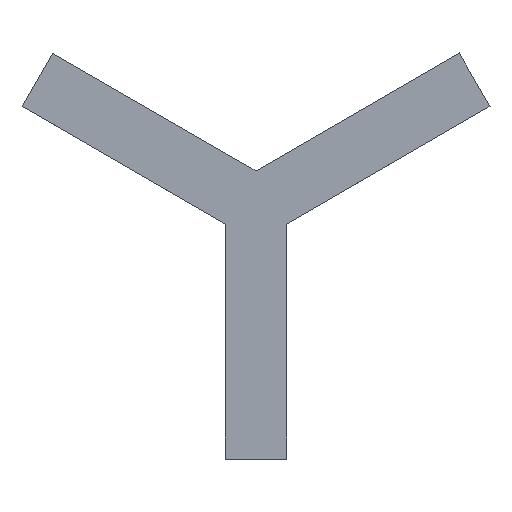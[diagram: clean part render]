
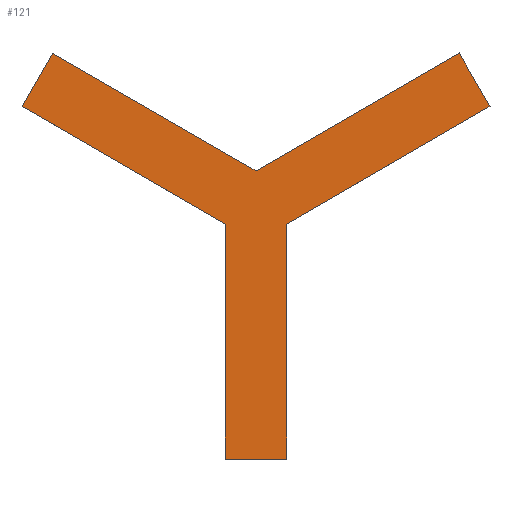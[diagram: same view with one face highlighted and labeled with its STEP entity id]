
A CAD part, top view. The second image highlights one B-rep face of the part: STEP entity #121.
In plain terms, the highlighted planar face has unit normal (0, 0, 1).
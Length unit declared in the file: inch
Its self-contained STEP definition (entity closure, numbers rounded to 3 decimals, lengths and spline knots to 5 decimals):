
#6 = VERTEX_POINT ( 'NONE', #327 ) ;
#7 = VERTEX_POINT ( 'NONE', #360 ) ;
#10 = ORIENTED_EDGE ( 'NONE', *, *, #369, .T. ) ;
#12 = DIRECTION ( 'NONE',  ( 0.866, -0.5, 0. ) ) ;
#20 = FACE_OUTER_BOUND ( 'NONE', #211, .T. ) ;
#27 = CARTESIAN_POINT ( 'NONE',  ( -4.67136, -29.91878, 0.1 ) ) ;
#29 = VECTOR ( 'NONE', #179, 39.37008 ) ;
#45 = CARTESIAN_POINT ( 'NONE',  ( 0., 0., 0.1 ) ) ;
#49 = VECTOR ( 'NONE', #182, 39.37008 ) ;
#52 = CARTESIAN_POINT ( 'NONE',  ( -5.22136, -24.78111, 0.1 ) ) ;
#57 = ORIENTED_EDGE ( 'NONE', *, *, #347, .T. ) ;
#61 = CARTESIAN_POINT ( 'NONE',  ( -4.67136, -25.73374, 0.1 ) ) ;
#63 = VERTEX_POINT ( 'NONE', #111 ) ;
#68 = EDGE_CURVE ( 'NONE', #7, #396, #358, .T. ) ;
#76 = VECTOR ( 'NONE', #12, 39.37008 ) ;
#91 = VECTOR ( 'NONE', #306, 39.37008 ) ;
#99 = VERTEX_POINT ( 'NONE', #299 ) ;
#103 = CARTESIAN_POINT ( 'NONE',  ( -4.67136, -25.73374, 0.1 ) ) ;
#111 = CARTESIAN_POINT ( 'NONE',  ( -1.60265, -22.6807, 0.1 ) ) ;
#113 = LINE ( 'NONE', #395, #76 ) ;
#116 = CARTESIAN_POINT ( 'NONE',  ( -5.77257, -29.91878, 0.1 ) ) ;
#121 = ADVANCED_FACE ( 'NONE', ( #20 ), #169, .F. ) ;
#137 = EDGE_CURVE ( 'NONE', #99, #326, #113, .T. ) ;
#138 = DIRECTION ( 'NONE',  ( 0., 1., 0. ) ) ;
#147 = EDGE_CURVE ( 'NONE', #350, #384, #392, .T. ) ;
#151 = VECTOR ( 'NONE', #262, 39.37008 ) ;
#154 = LINE ( 'NONE', #61, #275 ) ;
#156 = CARTESIAN_POINT ( 'NONE',  ( -5.77257, -25.73374, 0.1 ) ) ;
#159 = ORIENTED_EDGE ( 'NONE', *, *, #68, .F. ) ;
#160 = CARTESIAN_POINT ( 'NONE',  ( -9.39145, -23.63434, 0.1 ) ) ;
#169 = PLANE ( 'NONE',  #364 ) ;
#172 = VECTOR ( 'NONE', #188, 39.37008 ) ;
#179 = DIRECTION ( 'NONE',  ( -0.865, -0.502, 0. ) ) ;
#182 = DIRECTION ( 'NONE',  ( -1., 0., 0. ) ) ;
#188 = DIRECTION ( 'NONE',  ( 0.865, -0.502, 0. ) ) ;
#196 = CARTESIAN_POINT ( 'NONE',  ( -1.05146, -23.63264, 0.1 ) ) ;
#208 = EDGE_CURVE ( 'NONE', #63, #326, #246, .T. ) ;
#211 = EDGE_LOOP ( 'NONE', ( #287, #57, #368, #248, #227, #159, #10, #305, #353 ) ) ;
#224 = CARTESIAN_POINT ( 'NONE',  ( -1.05146, -23.63264, 0.1 ) ) ;
#227 = ORIENTED_EDGE ( 'NONE', *, *, #359, .F. ) ;
#239 = VECTOR ( 'NONE', #138, 39.37008 ) ;
#246 = LINE ( 'NONE', #274, #29 ) ;
#248 = ORIENTED_EDGE ( 'NONE', *, *, #343, .F. ) ;
#251 = VERTEX_POINT ( 'NONE', #304 ) ;
#254 = CARTESIAN_POINT ( 'NONE',  ( -5.77257, -29.91878, 0.1 ) ) ;
#262 = DIRECTION ( 'NONE',  ( -0.865, -0.502, 0. ) ) ;
#267 = DIRECTION ( 'NONE',  ( -1., 0., 0. ) ) ;
#268 = LINE ( 'NONE', #365, #91 ) ;
#274 = CARTESIAN_POINT ( 'NONE',  ( -1.60265, -22.6807, 0.1 ) ) ;
#275 = VECTOR ( 'NONE', #314, 39.37008 ) ;
#283 = LINE ( 'NONE', #160, #172 ) ;
#286 = DIRECTION ( 'NONE',  ( -0.501, 0.865, 0. ) ) ;
#287 = ORIENTED_EDGE ( 'NONE', *, *, #295, .F. ) ;
#295 = EDGE_CURVE ( 'NONE', #6, #99, #268, .T. ) ;
#297 = DIRECTION ( 'NONE',  ( 0., 0., -1. ) ) ;
#299 = CARTESIAN_POINT ( 'NONE',  ( -8.84549, -22.68871, 0.1 ) ) ;
#304 = CARTESIAN_POINT ( 'NONE',  ( -4.67136, -29.91878, 0.1 ) ) ;
#305 = ORIENTED_EDGE ( 'NONE', *, *, #208, .T. ) ;
#306 = DIRECTION ( 'NONE',  ( 0.5, 0.866, 0. ) ) ;
#314 = DIRECTION ( 'NONE',  ( 0., -1., 0. ) ) ;
#321 = VECTOR ( 'NONE', #286, 39.37008 ) ;
#323 = LINE ( 'NONE', #224, #321 ) ;
#326 = VERTEX_POINT ( 'NONE', #52 ) ;
#327 = CARTESIAN_POINT ( 'NONE',  ( -9.39145, -23.63434, 0.1 ) ) ;
#343 = EDGE_CURVE ( 'NONE', #251, #350, #372, .T. ) ;
#347 = EDGE_CURVE ( 'NONE', #6, #384, #283, .T. ) ;
#350 = VERTEX_POINT ( 'NONE', #254 ) ;
#353 = ORIENTED_EDGE ( 'NONE', *, *, #137, .F. ) ;
#358 = LINE ( 'NONE', #196, #151 ) ;
#359 = EDGE_CURVE ( 'NONE', #396, #251, #154, .T. ) ;
#360 = CARTESIAN_POINT ( 'NONE',  ( -1.05146, -23.63264, 0.1 ) ) ;
#364 = AXIS2_PLACEMENT_3D ( 'NONE', #45, #297, #267 ) ;
#365 = CARTESIAN_POINT ( 'NONE',  ( -9.39145, -23.63434, 0.1 ) ) ;
#368 = ORIENTED_EDGE ( 'NONE', *, *, #147, .F. ) ;
#369 = EDGE_CURVE ( 'NONE', #7, #63, #323, .T. ) ;
#372 = LINE ( 'NONE', #27, #49 ) ;
#384 = VERTEX_POINT ( 'NONE', #156 ) ;
#392 = LINE ( 'NONE', #116, #239 ) ;
#395 = CARTESIAN_POINT ( 'NONE',  ( -8.84549, -22.68871, 0.1 ) ) ;
#396 = VERTEX_POINT ( 'NONE', #103 ) ;
